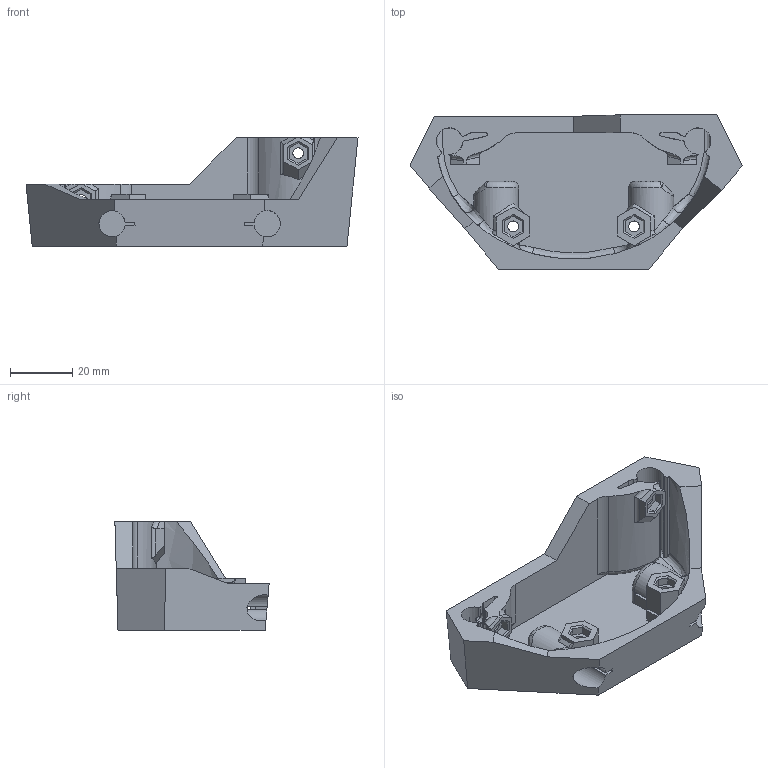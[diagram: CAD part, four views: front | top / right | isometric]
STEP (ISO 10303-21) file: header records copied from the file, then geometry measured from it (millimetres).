
FILE_DESCRIPTION (( 'STEP AP203' ), '1' );
FILE_NAME ('13a_Fix Top+haut (automatique).STEP', '2016-09-13T09:26:36', ( '' ), ( '' ), 'SwSTEP 2.0', 'SolidWorks 2016', '' );
FILE_SCHEMA (( 'CONFIG_CONTROL_DESIGN' ));
Length unit declared in the file: millimetre
Products named in the file (1): 13a_Fix Top+haut (automatique)
Bounding box: 107.06 x 49.72 x 35 mm (x, y, z)
Volume: 40728.1 mm3; surface area: 22819.9 mm2
Topology: 1 solids, 1 shells, 293 faces, 820 edges, 521 vertices
Faces by surface type: plane 143, cylinder 85, bspline 47, torus 12, cone 4, sphere 2
Entity records: 12412 total; most frequent: CARTESIAN_POINT 5369, ORIENTED_EDGE 1632, DIRECTION 1237, EDGE_CURVE 816, VERTEX_POINT 521, LINE 413, VECTOR 413, AXIS2_PLACEMENT_3D 412
